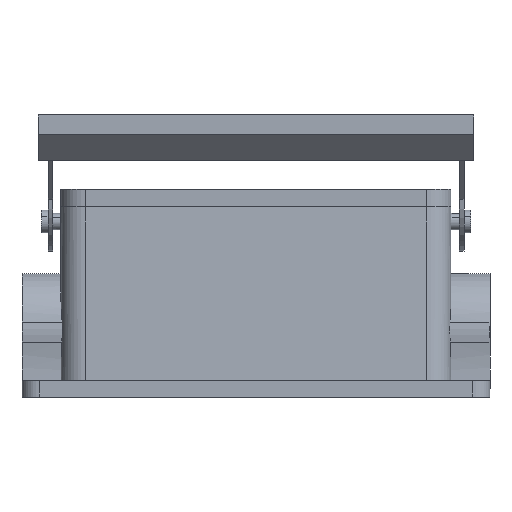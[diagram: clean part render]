
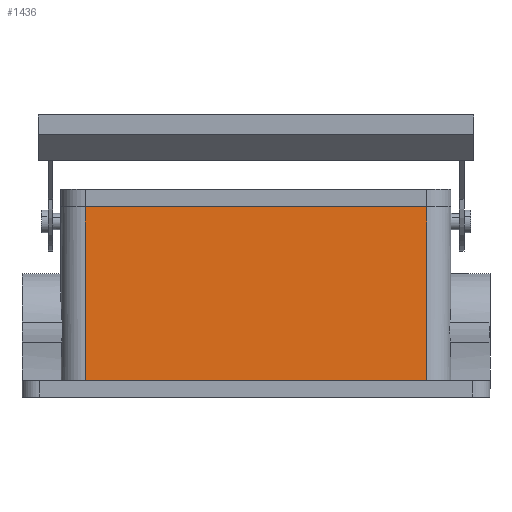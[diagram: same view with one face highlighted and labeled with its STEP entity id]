
A CAD part, left-side view. The second image highlights one B-rep face of the part: STEP entity #1436.
In plain terms, the highlighted planar face has unit normal (-0.999, 0, 0.044).
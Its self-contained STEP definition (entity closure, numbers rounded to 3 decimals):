
#1409=AXIS2_PLACEMENT_3D('Plane Axis2P3D',#1406,#1407,#1408) ;
#684=CARTESIAN_POINT('Line Origine',(18.5,72.,58.5)) ;
#688=CARTESIAN_POINT('Vertex',(18.5,124.5,58.5)) ;
#690=CARTESIAN_POINT('Vertex',(18.5,19.5,58.5)) ;
#1406=CARTESIAN_POINT('Axis2P3D Location',(18.5,72.,58.5)) ;
#1411=CARTESIAN_POINT('Line Origine',(17.332,19.5,31.75)) ;
#1415=CARTESIAN_POINT('Vertex',(16.164,19.5,5.)) ;
#1418=CARTESIAN_POINT('Line Origine',(17.332,124.5,31.75)) ;
#1422=CARTESIAN_POINT('Vertex',(16.164,124.5,5.)) ;
#1425=CARTESIAN_POINT('Line Origine',(16.164,72.,5.)) ;
#685=DIRECTION('Vector Direction',(0.,1.,0.)) ;
#1407=DIRECTION('Axis2P3D Direction',(-0.999,0.,0.044)) ;
#1408=DIRECTION('Axis2P3D XDirection',(0.,1.,0.)) ;
#1412=DIRECTION('Vector Direction',(-0.044,0.,-0.999)) ;
#1419=DIRECTION('Vector Direction',(-0.044,0.,-0.999)) ;
#1426=DIRECTION('Vector Direction',(0.,1.,0.)) ;
#686=VECTOR('Line Direction',#685,1.) ;
#1413=VECTOR('Line Direction',#1412,1.) ;
#1420=VECTOR('Line Direction',#1419,1.) ;
#1427=VECTOR('Line Direction',#1426,1.) ;
#1431=ORIENTED_EDGE('',*,*,#1417,.F.) ;
#1432=ORIENTED_EDGE('',*,*,#692,.F.) ;
#1433=ORIENTED_EDGE('',*,*,#1424,.F.) ;
#1434=ORIENTED_EDGE('',*,*,#1429,.F.) ;
#1436=ADVANCED_FACE('Housing',(#1435),#1410,.T.) ;
#692=EDGE_CURVE('',#689,#691,#687,.F.) ;
#1417=EDGE_CURVE('',#691,#1416,#1414,.T.) ;
#1424=EDGE_CURVE('',#1423,#689,#1421,.F.) ;
#1429=EDGE_CURVE('',#1416,#1423,#1428,.T.) ;
#1430=EDGE_LOOP('',(#1431,#1432,#1433,#1434)) ;
#1435=FACE_OUTER_BOUND('',#1430,.T.) ;
#687=LINE('Line',#684,#686) ;
#1414=LINE('Line',#1411,#1413) ;
#1421=LINE('Line',#1418,#1420) ;
#1428=LINE('Line',#1425,#1427) ;
#1410=PLANE('',#1409) ;
#689=VERTEX_POINT('',#688) ;
#691=VERTEX_POINT('',#690) ;
#1416=VERTEX_POINT('',#1415) ;
#1423=VERTEX_POINT('',#1422) ;
